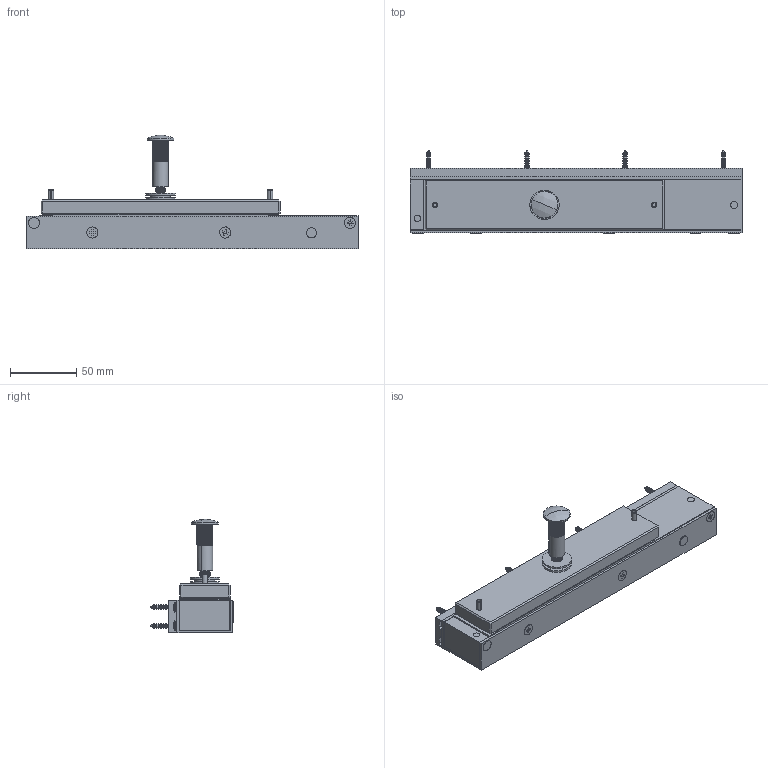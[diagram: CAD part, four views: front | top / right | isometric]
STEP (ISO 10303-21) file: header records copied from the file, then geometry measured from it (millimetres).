
FILE_DESCRIPTION (( 'STEP AP214' ), '1' );
FILE_NAME ('EF300.step', '2021-07-29T14:10:46', ( '' ), ( '' ), 'SwSTEP 2.0', 'SolidWorks 2020', '' );
FILE_SCHEMA (( 'AUTOMOTIVE_DESIGN' ));
Length unit declared in the file: millimetre
Products named in the file (17): EF300-PLATINE DE MONTAGE EF300-1; Tapping screw DIN 7982-ST3.5x19-C-H-S-2; Tapping screw DIN 7982-ST3.5x19-C-H-S-3; Tapping screw DIN 7982-ST3.5x19-C-H-S-6; FP0097-SCREW LOW PROFILE HEAD M8 x35-1; Tapping screw DIN 7982-ST3.5x19-C-H-S-7; Group3; Tapping screw DIN 7982-ST3.5x19-C-H-S-1; Tapping screw DIN 7982-ST3.5x19-C-H-S-5; Tapping screw DIN 7982-ST3.5x19-C-H-S-8; FP0100-JOINT M8-1; FP0098-MUSHROOM NUT-1; FP0099-WASHER M8-1; FP0099-WASHER M8-2; Group1; EF300; Tapping screw DIN 7982-ST3.5x19-C-H-S-4
Assembly tree (16 placements, depth 2):
  EF300
    Group1
    Group3
    Tapping screw DIN 7982-ST3.5x19-C-H-S-3
    Tapping screw DIN 7982-ST3.5x19-C-H-S-2
    Tapping screw DIN 7982-ST3.5x19-C-H-S-1
    EF300-PLATINE DE MONTAGE EF300-1
    FP0097-SCREW LOW PROFILE HEAD M8 x35-1
    Tapping screw DIN 7982-ST3.5x19-C-H-S-6
    Tapping screw DIN 7982-ST3.5x19-C-H-S-4
    Tapping screw DIN 7982-ST3.5x19-C-H-S-5
    FP0099-WASHER M8-2
    FP0098-MUSHROOM NUT-1
    Tapping screw DIN 7982-ST3.5x19-C-H-S-8
    FP0100-JOINT M8-1
    Tapping screw DIN 7982-ST3.5x19-C-H-S-7
    FP0099-WASHER M8-1
Bounding box: 250 x 62.91 x 85.6 mm (x, y, z)
Volume: 329954.1 mm3; surface area: 112217.9 mm2
Topology: 16 solids, 16 shells, 1651 faces, 3907 edges, 2294 vertices
Faces by surface type: cone 725, cylinder 510, plane 362, torus 52, sphere 2
Entity records: 51419 total; most frequent: CARTESIAN_POINT 8879, DIRECTION 8672, ORIENTED_EDGE 7774, EDGE_CURVE 3887, AXIS2_PLACEMENT_3D 3381, VERTEX_POINT 2294, VECTOR 1910, LINE 1910
